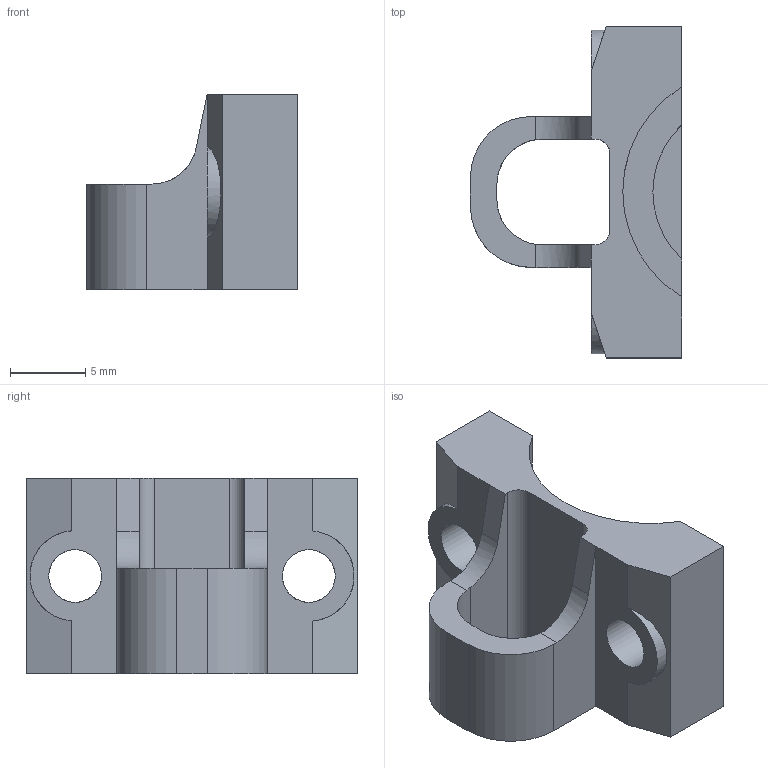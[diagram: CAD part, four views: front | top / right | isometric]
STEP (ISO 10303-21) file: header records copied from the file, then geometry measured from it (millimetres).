
FILE_DESCRIPTION(/* description */ (''),/* implementation_level */ '2;1');
FILE_NAME(/* name */ 'hotend_clamp.step',/* time_stamp */ '2016-03-01T13:45:54+01:00',/* author */ (''),/* organization */ (''),/* preprocessor_version */ 'ST-DEVELOPER v16.2',/* originating_system */ 'Autodesk Translation Framework v4.3.0.3010',/* authorisation */ '');
FILE_SCHEMA (('AUTOMOTIVE_DESIGN { 1 0 10303 214 3 1 1 }'));
Length unit declared in the file: centimetre
Products named in the file (1): hotend_clamp v2
Bounding box: 14 x 22 x 13 mm (x, y, z)
Volume: 1319 mm3; surface area: 1436.9 mm2
Topology: 1 solids, 1 shells, 37 faces, 108 edges, 72 vertices
Faces by surface type: plane 22, cylinder 15
Full cylindrical faces by diameter (mm): 3.5 x2
Entity records: 1249 total; most frequent: CARTESIAN_POINT 218, ORIENTED_EDGE 208, DIRECTION 208, EDGE_CURVE 104, LINE 72, VECTOR 72, VERTEX_POINT 70, AXIS2_PLACEMENT_3D 68
